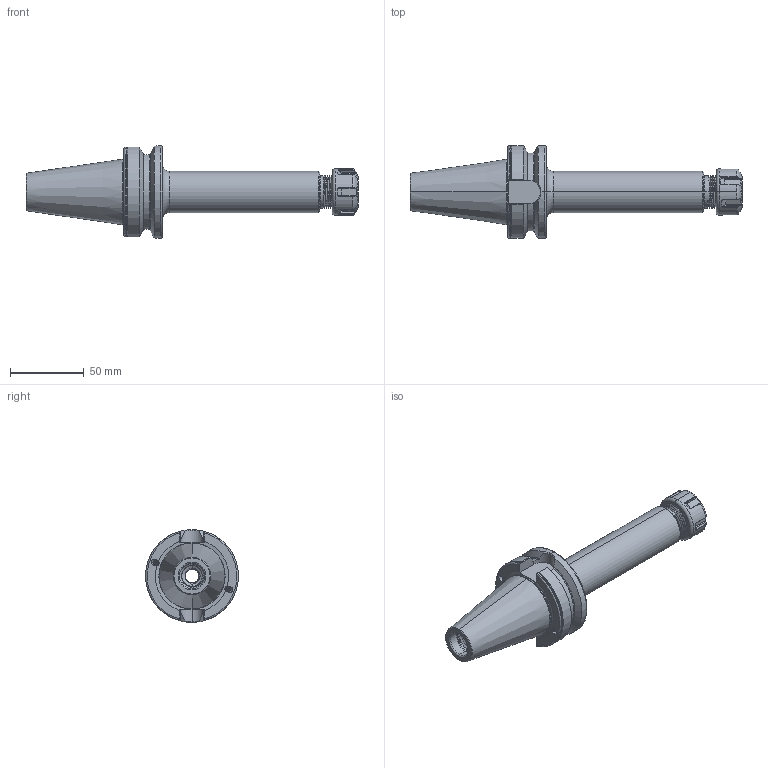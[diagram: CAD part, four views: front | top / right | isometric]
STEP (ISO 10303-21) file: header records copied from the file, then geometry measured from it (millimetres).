
FILE_DESCRIPTION (( 'STEP AP203' ), '1' );
FILE_NAME ('DC.406.02.10.2.STEP', '2017-10-18T01:27:07', ( '' ), ( '' ), 'SwSTEP 2.0', 'SolidWorks 2012', '' );
FILE_SCHEMA (( 'CONFIG_CONTROL_DESIGN' ));
Length unit declared in the file: millimetre
Products named in the file (3): DC.406.02.10.2; 2-01.100.0160180C7_ER16螺帽(六溝)
Assembly tree (2 placements, depth 2):
  DC.406.02.10.2
    DC.406.02.10.2
    2-01.100.0160180C7_ER16螺帽(六溝)
Bounding box: 225.4 x 63 x 63 mm (x, y, z)
Volume: 181644.5 mm3; surface area: 45281.4 mm2
Topology: 2 solids, 2 shells, 438 faces, 1140 edges, 707 vertices
Faces by surface type: cylinder 187, bspline 80, plane 74, torus 65, cone 32
Entity records: 28477 total; most frequent: CARTESIAN_POINT 19101, ORIENTED_EDGE 2280, DIRECTION 1453, EDGE_CURVE 1140, VERTEX_POINT 707, AXIS2_PLACEMENT_3D 574, EDGE_LOOP 447, FACE_OUTER_BOUND 438
